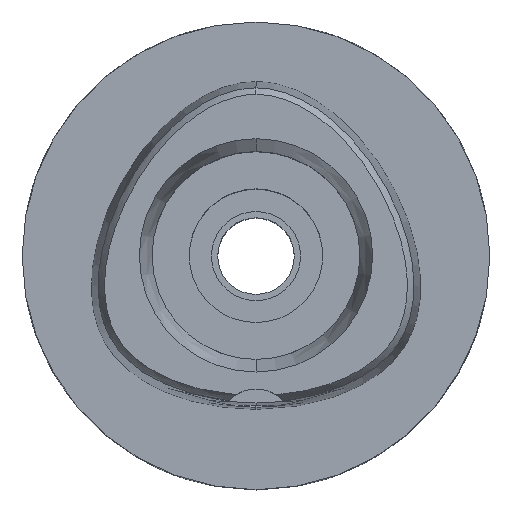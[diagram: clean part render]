
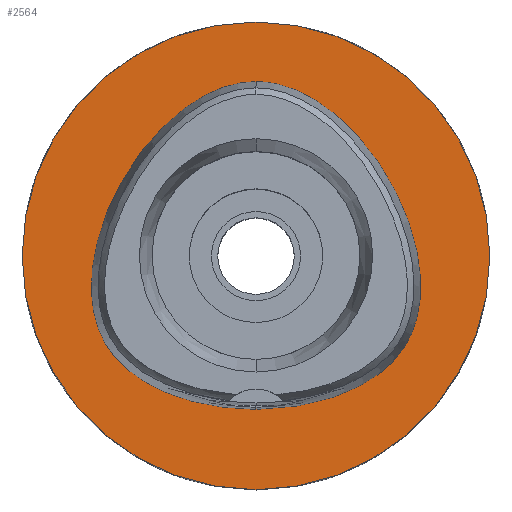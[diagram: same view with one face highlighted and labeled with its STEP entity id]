
A CAD part, top view. The second image highlights one B-rep face of the part: STEP entity #2564.
In plain terms, the highlighted planar face has unit normal (0, 0, 1).
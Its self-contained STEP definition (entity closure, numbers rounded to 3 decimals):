
#301=CARTESIAN_POINT('',(0.,0.,0.));
#302=DIRECTION('',(0.,0.,-1.));
#303=DIRECTION('',(0.,-1.,0.));
#304=AXIS2_PLACEMENT_3D('',#301,#302,#303);
#309=CARTESIAN_POINT('',(0.,0.,0.));
#310=DIRECTION('',(0.,0.,-1.));
#311=DIRECTION('',(0.,1.,0.));
#312=AXIS2_PLACEMENT_3D('',#309,#310,#311);
#317=CARTESIAN_POINT('',(0.,-20.675,0.));
#318=CARTESIAN_POINT('',(0.867,-20.675,0.));
#319=CARTESIAN_POINT('',(2.574,-20.612,
0.));
#320=CARTESIAN_POINT('',(5.087,-20.337,
0.));
#321=CARTESIAN_POINT('',(7.457,-19.897,0.));
#322=CARTESIAN_POINT('',(9.642,-19.32,0.));
#323=CARTESIAN_POINT('',(11.615,-18.633,0.));
#324=CARTESIAN_POINT('',(13.367,-17.862,0.));
#325=CARTESIAN_POINT('',(14.904,-17.032,0.));
#326=CARTESIAN_POINT('',(16.24,-16.157,0.));
#327=CARTESIAN_POINT('',(17.394,-15.252,0.));
#328=CARTESIAN_POINT('',(18.384,-14.322,0.));
#329=CARTESIAN_POINT('',(19.228,-13.372,0.));
#330=CARTESIAN_POINT('',(19.937,-12.406,0.));
#331=CARTESIAN_POINT('',(20.534,-11.409,0.));
#332=CARTESIAN_POINT('',(21.043,-10.341,0.));
#333=CARTESIAN_POINT('',(21.472,-9.173,0.));
#334=CARTESIAN_POINT('',(21.813,-7.891,0.));
#335=CARTESIAN_POINT('',(22.056,-6.484,0.));
#336=CARTESIAN_POINT('',(22.186,-4.938,0.));
#337=CARTESIAN_POINT('',(22.186,-3.242,0.));
#338=CARTESIAN_POINT('',(22.032,-1.39,0.));
#339=CARTESIAN_POINT('',(21.704,0.614,0.));
#340=CARTESIAN_POINT('',(21.18,2.757,0.));
#341=CARTESIAN_POINT('',(20.445,5.005,0.));
#342=CARTESIAN_POINT('',(19.498,7.311,0.));
#343=CARTESIAN_POINT('',(18.35,9.61,0.));
#344=CARTESIAN_POINT('',(17.028,11.834,0.));
#345=CARTESIAN_POINT('',(15.57,13.925,0.));
#346=CARTESIAN_POINT('',(14.022,15.83,0.));
#347=CARTESIAN_POINT('',(12.433,17.511,0.));
#348=CARTESIAN_POINT('',(10.845,18.954,0.));
#349=CARTESIAN_POINT('',(9.286,20.161,0.));
#350=CARTESIAN_POINT('',(7.779,21.145,0.));
#351=CARTESIAN_POINT('',(6.332,21.927,0.));
#352=CARTESIAN_POINT('',(4.95,22.528,0.));
#353=CARTESIAN_POINT('',(3.631,22.969,0.));
#354=CARTESIAN_POINT('',(2.369,23.268,0.));
#355=CARTESIAN_POINT('',(1.161,23.439,
0.));
#356=CARTESIAN_POINT('',(0.382,23.475,
0.));
#357=CARTESIAN_POINT('',(0.,23.475,
0.));
#362=CARTESIAN_POINT('',(0.,23.475,
0.));
#363=CARTESIAN_POINT('',(-0.382,23.475,
0.));
#364=CARTESIAN_POINT('',(-1.161,23.439,
0.));
#365=CARTESIAN_POINT('',(-2.37,23.268,
0.));
#366=CARTESIAN_POINT('',(-3.631,22.969,0.));
#367=CARTESIAN_POINT('',(-4.95,22.528,0.));
#368=CARTESIAN_POINT('',(-6.332,21.927,0.));
#369=CARTESIAN_POINT('',(-7.779,21.145,0.));
#370=CARTESIAN_POINT('',(-9.286,20.161,0.));
#371=CARTESIAN_POINT('',(-10.844,18.954,0.));
#372=CARTESIAN_POINT('',(-12.432,17.512,0.));
#373=CARTESIAN_POINT('',(-14.021,15.831,0.));
#374=CARTESIAN_POINT('',(-15.568,13.927,0.));
#375=CARTESIAN_POINT('',(-17.027,11.836,0.));
#376=CARTESIAN_POINT('',(-18.347,9.614,0.));
#377=CARTESIAN_POINT('',(-19.495,7.316,0.));
#378=CARTESIAN_POINT('',(-20.443,5.011,0.));
#379=CARTESIAN_POINT('',(-21.178,2.763,0.));
#380=CARTESIAN_POINT('',(-21.702,0.622,0.));
#381=CARTESIAN_POINT('',(-22.031,-1.383,0.));
#382=CARTESIAN_POINT('',(-22.185,-3.234,0.));
#383=CARTESIAN_POINT('',(-22.187,-4.93,0.));
#384=CARTESIAN_POINT('',(-22.057,-6.477,0.));
#385=CARTESIAN_POINT('',(-21.815,-7.884,0.));
#386=CARTESIAN_POINT('',(-21.473,-9.167,0.));
#387=CARTESIAN_POINT('',(-21.045,-10.335,0.));
#388=CARTESIAN_POINT('',(-20.537,-11.404,0.));
#389=CARTESIAN_POINT('',(-19.937,-12.406,0.));
#390=CARTESIAN_POINT('',(-19.226,-13.373,0.));
#391=CARTESIAN_POINT('',(-18.384,-14.322,0.));
#392=CARTESIAN_POINT('',(-17.394,-15.252,0.));
#393=CARTESIAN_POINT('',(-16.24,-16.157,0.));
#394=CARTESIAN_POINT('',(-14.904,-17.032,0.));
#395=CARTESIAN_POINT('',(-13.366,-17.863,0.));
#396=CARTESIAN_POINT('',(-11.614,-18.633,0.));
#397=CARTESIAN_POINT('',(-9.642,-19.32,0.));
#398=CARTESIAN_POINT('',(-7.457,-19.898,0.));
#399=CARTESIAN_POINT('',(-5.086,-20.337,
0.));
#400=CARTESIAN_POINT('',(-2.574,-20.612,
0.));
#401=CARTESIAN_POINT('',(-0.867,-20.675,0.));
#402=CARTESIAN_POINT('',(0.,-20.675,0.));
#1692=VERTEX_POINT('',#362);
#1693=VERTEX_POINT('',#402);
#1698=CARTESIAN_POINT('',(0.,-31.5,0.));
#1699=CARTESIAN_POINT('',(0.,31.5,0.));
#1700=VERTEX_POINT('',#1698);
#1701=VERTEX_POINT('',#1699);
#2548=CARTESIAN_POINT('',(0.,0.,0.));
#2549=DIRECTION('',(0.,0.,-1.));
#2550=DIRECTION('',(0.,-1.,0.));
#2551=AXIS2_PLACEMENT_3D('',#2548,#2549,#2550);
#2552=PLANE('',#2551);
#2554=ORIENTED_EDGE('',*,*,#2553,.T.);
#2556=ORIENTED_EDGE('',*,*,#2555,.T.);
#2557=EDGE_LOOP('',(#2554,#2556));
#2558=FACE_OUTER_BOUND('',#2557,.F.);
#2560=ORIENTED_EDGE('',*,*,#2559,.T.);
#2561=ORIENTED_EDGE('',*,*,#2531,.T.);
#2562=EDGE_LOOP('',(#2560,#2561));
#2563=FACE_BOUND('',#2562,.F.);
#305=CIRCLE('',#304,31.5);
#313=CIRCLE('',#312,31.5);
#358=B_SPLINE_CURVE_WITH_KNOTS('',3,(#317,#318,#319,#320,#321,#322,#323,#324,
#325,#326,#327,#328,#329,#330,#331,#332,#333,#334,#335,#336,#337,#338,#339,#340,
#341,#342,#343,#344,#345,#346,#347,#348,#349,#350,#351,#352,#353,#354,#355,#356,
#357),.UNSPECIFIED.,.F.,.F.,(4,1,1,1,1,1,1,1,1,1,1,1,1,1,1,1,1,1,1,1,1,1,1,1,1,
1,1,1,1,1,1,1,1,1,1,1,1,1,4),(0.,0.026,0.053,
0.079,0.105,0.132,0.158,
0.184,0.211,0.237,0.263,
0.289,0.316,0.342,0.368,
0.395,0.421,0.447,0.474,0.5,
0.526,0.553,0.579,0.605,
0.632,0.658,0.684,0.711,
0.737,0.763,0.789,0.816,
0.842,0.868,0.895,0.921,
0.947,0.974,1.),.UNSPECIFIED.);
#403=B_SPLINE_CURVE_WITH_KNOTS('',3,(#362,#363,#364,#365,#366,#367,#368,#369,
#370,#371,#372,#373,#374,#375,#376,#377,#378,#379,#380,#381,#382,#383,#384,#385,
#386,#387,#388,#389,#390,#391,#392,#393,#394,#395,#396,#397,#398,#399,#400,#401,
#402),.UNSPECIFIED.,.F.,.F.,(4,1,1,1,1,1,1,1,1,1,1,1,1,1,1,1,1,1,1,1,1,1,1,1,1,
1,1,1,1,1,1,1,1,1,1,1,1,1,4),(0.,0.026,0.053,
0.079,0.105,0.132,0.158,
0.184,0.211,0.237,0.263,
0.289,0.316,0.342,0.368,
0.395,0.421,0.447,0.474,0.5,
0.526,0.553,0.579,0.605,
0.632,0.658,0.684,0.711,
0.737,0.763,0.789,0.816,
0.842,0.868,0.895,0.921,
0.947,0.974,1.),.UNSPECIFIED.);
#2531=EDGE_CURVE('',#1692,#1693,#403,.T.);
#2553=EDGE_CURVE('',#1700,#1701,#305,.T.);
#2555=EDGE_CURVE('',#1701,#1700,#313,.T.);
#2559=EDGE_CURVE('',#1693,#1692,#358,.T.);
#2564=ADVANCED_FACE('',(#2558,#2563),#2552,.F.);
